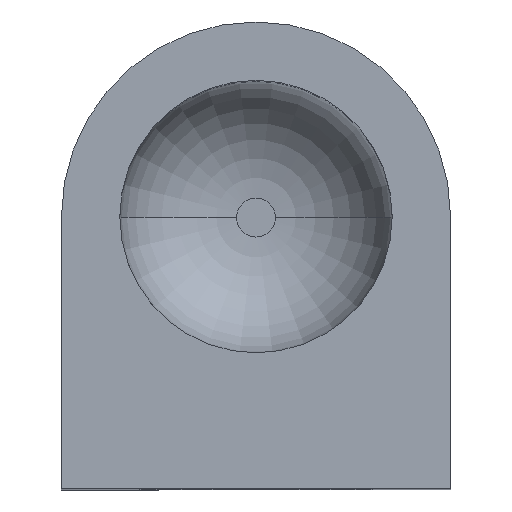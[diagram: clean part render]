
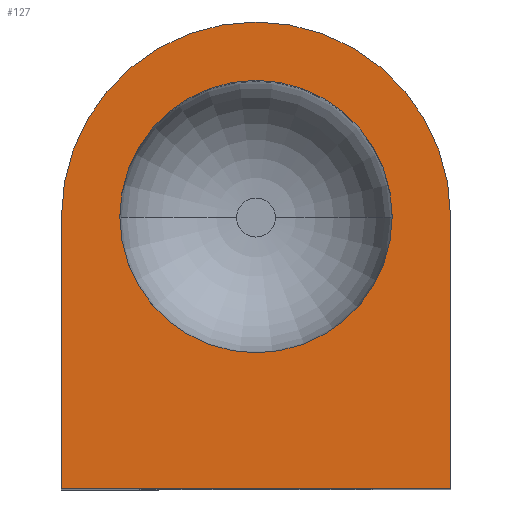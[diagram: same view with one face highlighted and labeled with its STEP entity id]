
A CAD part, top view. The second image highlights one B-rep face of the part: STEP entity #127.
In plain terms, the highlighted planar face has unit normal (0, 0, 1).
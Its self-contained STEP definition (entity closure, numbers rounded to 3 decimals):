
#12 = CARTESIAN_POINT ( 'NONE',  ( 0., 3.5, 0. ) ) ;
#13 = DIRECTION ( 'NONE',  ( 0., 1., 0. ) ) ;
#14 = ORIENTED_EDGE ( 'NONE', *, *, #367, .F. ) ;
#25 = DIRECTION ( 'NONE',  ( 0., 0., 1. ) ) ;
#26 = DIRECTION ( 'NONE',  ( 0., 1., 0. ) ) ;
#28 = ORIENTED_EDGE ( 'NONE', *, *, #449, .T. ) ;
#30 = CARTESIAN_POINT ( 'NONE',  ( 1.75, 3.5, 0. ) ) ;
#40 = EDGE_CURVE ( 'NONE', #548, #504, #365, .T. ) ;
#53 = FACE_OUTER_BOUND ( 'NONE', #573, .T. ) ;
#68 = DIRECTION ( 'NONE',  ( 0., 0., 1. ) ) ;
#69 = AXIS2_PLACEMENT_3D ( 'NONE', #373, #68, #333 ) ;
#76 = CARTESIAN_POINT ( 'NONE',  ( 2.5, 0., 0. ) ) ;
#92 = LINE ( 'NONE', #273, #244 ) ;
#110 = EDGE_CURVE ( 'NONE', #483, #536, #509, .T. ) ;
#127 = ADVANCED_FACE ( 'NONE', ( #284, #53 ), #401, .T. ) ;
#137 = CARTESIAN_POINT ( 'NONE',  ( 0., 0., 0. ) ) ;
#153 = DIRECTION ( 'NONE',  ( 1., 0., 0. ) ) ;
#157 = DIRECTION ( 'NONE',  ( 1., 0., 0. ) ) ;
#163 = CARTESIAN_POINT ( 'NONE',  ( -1.75, 3.5, 0. ) ) ;
#171 = CIRCLE ( 'NONE', #264, 2.5 ) ;
#178 = AXIS2_PLACEMENT_3D ( 'NONE', #372, #461, #153 ) ;
#191 = ORIENTED_EDGE ( 'NONE', *, *, #291, .F. ) ;
#200 = LINE ( 'NONE', #137, #437 ) ;
#235 = DIRECTION ( 'NONE',  ( 0., 0., 1. ) ) ;
#244 = VECTOR ( 'NONE', #13, 1000. ) ;
#250 = CARTESIAN_POINT ( 'NONE',  ( -2.5, 3.5, 0. ) ) ;
#264 = AXIS2_PLACEMENT_3D ( 'NONE', #12, #25, #157 ) ;
#272 = VECTOR ( 'NONE', #26, 1000. ) ;
#273 = CARTESIAN_POINT ( 'NONE',  ( 2.5, 0., 0. ) ) ;
#284 = FACE_BOUND ( 'NONE', #369, .T. ) ;
#291 = EDGE_CURVE ( 'NONE', #536, #483, #404, .T. ) ;
#308 = EDGE_CURVE ( 'NONE', #482, #427, #92, .T. ) ;
#333 = DIRECTION ( 'NONE',  ( 1., 0., 0. ) ) ;
#365 = LINE ( 'NONE', #495, #272 ) ;
#367 = EDGE_CURVE ( 'NONE', #482, #548, #200, .T. ) ;
#369 = EDGE_LOOP ( 'NONE', ( #191, #454 ) ) ;
#372 = CARTESIAN_POINT ( 'NONE',  ( 0., 0., 0. ) ) ;
#373 = CARTESIAN_POINT ( 'NONE',  ( 0., 3.5, 0. ) ) ;
#401 = PLANE ( 'NONE',  #178 ) ;
#402 = DIRECTION ( 'NONE',  ( -1., 0., 0. ) ) ;
#404 = CIRCLE ( 'NONE', #485, 1.75 ) ;
#427 = VERTEX_POINT ( 'NONE', #574 ) ;
#437 = VECTOR ( 'NONE', #402, 1000. ) ;
#449 = EDGE_CURVE ( 'NONE', #427, #504, #171, .T. ) ;
#454 = ORIENTED_EDGE ( 'NONE', *, *, #110, .F. ) ;
#461 = DIRECTION ( 'NONE',  ( 0., 0., 1. ) ) ;
#471 = ORIENTED_EDGE ( 'NONE', *, *, #40, .F. ) ;
#482 = VERTEX_POINT ( 'NONE', #76 ) ;
#483 = VERTEX_POINT ( 'NONE', #163 ) ;
#485 = AXIS2_PLACEMENT_3D ( 'NONE', #544, #235, #499 ) ;
#495 = CARTESIAN_POINT ( 'NONE',  ( -2.5, 0., 0. ) ) ;
#499 = DIRECTION ( 'NONE',  ( 1., 0., 0. ) ) ;
#504 = VERTEX_POINT ( 'NONE', #250 ) ;
#509 = CIRCLE ( 'NONE', #69, 1.75 ) ;
#525 = CARTESIAN_POINT ( 'NONE',  ( -2.5, 0., 0. ) ) ;
#536 = VERTEX_POINT ( 'NONE', #30 ) ;
#544 = CARTESIAN_POINT ( 'NONE',  ( 0., 3.5, 0. ) ) ;
#547 = ORIENTED_EDGE ( 'NONE', *, *, #308, .T. ) ;
#548 = VERTEX_POINT ( 'NONE', #525 ) ;
#573 = EDGE_LOOP ( 'NONE', ( #547, #28, #471, #14 ) ) ;
#574 = CARTESIAN_POINT ( 'NONE',  ( 2.5, 3.5, 0. ) ) ;
